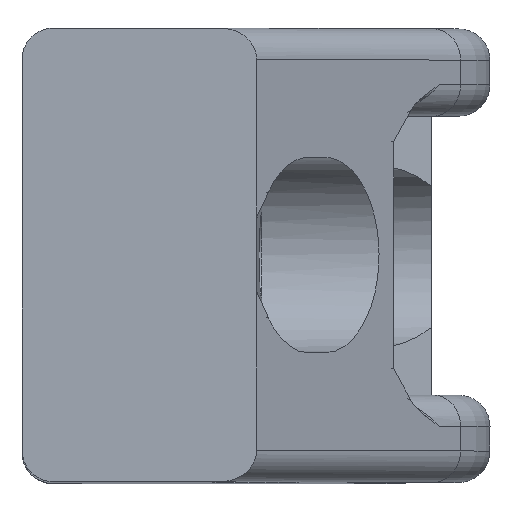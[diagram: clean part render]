
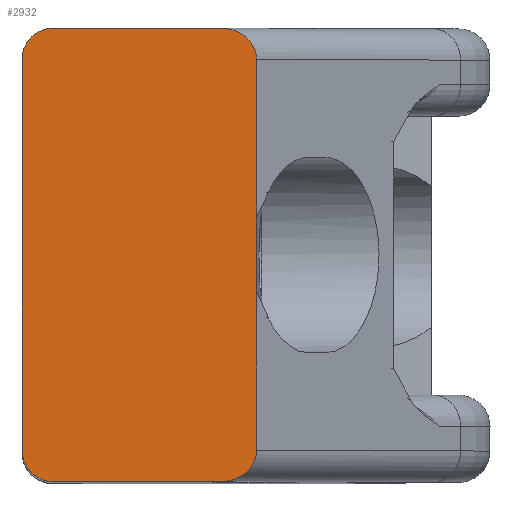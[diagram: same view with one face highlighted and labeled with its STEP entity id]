
A CAD part, top view. The second image highlights one B-rep face of the part: STEP entity #2932.
In plain terms, the highlighted planar face has unit normal (0, 0, 1).
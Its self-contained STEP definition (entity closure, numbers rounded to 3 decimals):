
#83=ELLIPSE('',#3205,1.373,1.2);
#84=ELLIPSE('',#3206,1.373,1.2);
#199=CIRCLE('',#3201,1.2);
#200=CIRCLE('',#3204,1.2);
#361=FACE_OUTER_BOUND('',#537,.T.);
#537=EDGE_LOOP('',(#2382,#2383,#2384,#2385,#2386,#2387,#2388,#2389,#2390,
#2391));
#694=LINE('',#4350,#970);
#732=LINE('',#4760,#1008);
#737=LINE('',#4776,#1013);
#806=LINE('',#5116,#1082);
#815=LINE('',#5142,#1091);
#816=LINE('',#5145,#1092);
#970=VECTOR('',#3490,10.);
#1008=VECTOR('',#3610,10.);
#1013=VECTOR('',#3621,10.);
#1082=VECTOR('',#3858,10.);
#1091=VECTOR('',#3879,10.);
#1092=VECTOR('',#3884,10.);
#1228=VERTEX_POINT('',#4347);
#1229=VERTEX_POINT('',#4349);
#1283=VERTEX_POINT('',#4757);
#1284=VERTEX_POINT('',#4759);
#1291=VERTEX_POINT('',#4773);
#1292=VERTEX_POINT('',#4775);
#1374=VERTEX_POINT('',#5113);
#1375=VERTEX_POINT('',#5115);
#1384=VERTEX_POINT('',#5135);
#1386=VERTEX_POINT('',#5141);
#1530=EDGE_CURVE('',#1228,#1229,#694,.T.);
#1606=EDGE_CURVE('',#1284,#1283,#732,.T.);
#1614=EDGE_CURVE('',#1292,#1291,#737,.T.);
#1735=EDGE_CURVE('',#1374,#1375,#806,.T.);
#1745=EDGE_CURVE('',#1384,#1228,#199,.T.);
#1748=EDGE_CURVE('',#1386,#1384,#815,.T.);
#1749=EDGE_CURVE('',#1375,#1386,#200,.T.);
#1750=EDGE_CURVE('',#1292,#1374,#83,.T.);
#1751=EDGE_CURVE('',#1291,#1284,#816,.T.);
#1752=EDGE_CURVE('',#1229,#1283,#84,.T.);
#2382=ORIENTED_EDGE('',*,*,#1745,.F.);
#2383=ORIENTED_EDGE('',*,*,#1748,.F.);
#2384=ORIENTED_EDGE('',*,*,#1749,.F.);
#2385=ORIENTED_EDGE('',*,*,#1735,.F.);
#2386=ORIENTED_EDGE('',*,*,#1750,.F.);
#2387=ORIENTED_EDGE('',*,*,#1614,.T.);
#2388=ORIENTED_EDGE('',*,*,#1751,.T.);
#2389=ORIENTED_EDGE('',*,*,#1606,.T.);
#2390=ORIENTED_EDGE('',*,*,#1752,.F.);
#2391=ORIENTED_EDGE('',*,*,#1530,.F.);
#2791=PLANE('',#3203);
#2932=ADVANCED_FACE('',(#361),#2791,.T.);
#3201=AXIS2_PLACEMENT_3D('',#5136,#3872,#3873);
#3203=AXIS2_PLACEMENT_3D('',#5140,#3877,#3878);
#3204=AXIS2_PLACEMENT_3D('',#5143,#3880,#3881);
#3205=AXIS2_PLACEMENT_3D('',#5144,#3882,#3883);
#3206=AXIS2_PLACEMENT_3D('',#5146,#3885,#3886);
#3490=DIRECTION('',(1.,0.,0.));
#3610=DIRECTION('',(0.,1.,0.));
#3621=DIRECTION('',(0.,1.,0.));
#3858=DIRECTION('',(-1.,0.,0.));
#3872=DIRECTION('center_axis',(0.,0.,-1.));
#3873=DIRECTION('ref_axis',(-0.707,0.707,0.));
#3877=DIRECTION('center_axis',(0.,0.,1.));
#3878=DIRECTION('ref_axis',(1.,0.,0.));
#3879=DIRECTION('',(0.,1.,0.));
#3880=DIRECTION('center_axis',(0.,0.,-1.));
#3881=DIRECTION('ref_axis',(-0.707,-0.707,0.));
#3882=DIRECTION('center_axis',(0.,0.,-1.));
#3883=DIRECTION('ref_axis',(1.,0.,0.));
#3884=DIRECTION('',(0.,1.,0.));
#3885=DIRECTION('center_axis',(0.,0.,-1.));
#3886=DIRECTION('ref_axis',(1.,0.,0.));
#4347=CARTESIAN_POINT('',(5.25,8.693,49.4));
#4349=CARTESIAN_POINT('',(11.671,8.693,49.4));
#4350=CARTESIAN_POINT('',(4.05,8.693,49.4));
#4757=CARTESIAN_POINT('',(13.044,7.493,49.4));
#4759=CARTESIAN_POINT('',(13.044,1.412,49.4));
#4760=CARTESIAN_POINT('',(13.044,-4.346,49.4));
#4773=CARTESIAN_POINT('',(13.044,-1.412,49.4));
#4775=CARTESIAN_POINT('',(13.044,-7.493,49.4));
#4776=CARTESIAN_POINT('',(13.044,-4.346,49.4));
#5113=CARTESIAN_POINT('',(11.671,-8.693,49.4));
#5115=CARTESIAN_POINT('',(5.25,-8.693,49.4));
#5116=CARTESIAN_POINT('',(4.05,-8.693,49.4));
#5135=CARTESIAN_POINT('',(4.05,7.493,49.4));
#5136=CARTESIAN_POINT('Origin',(5.25,7.493,49.4));
#5140=CARTESIAN_POINT('Origin',(4.05,0.,49.4));
#5141=CARTESIAN_POINT('',(4.05,-7.493,49.4));
#5142=CARTESIAN_POINT('',(4.05,0.,49.4));
#5143=CARTESIAN_POINT('Origin',(5.25,-7.493,49.4));
#5144=CARTESIAN_POINT('Origin',(11.671,-7.493,49.4));
#5145=CARTESIAN_POINT('',(13.044,-4.346,49.4));
#5146=CARTESIAN_POINT('Origin',(11.671,7.493,49.4));
